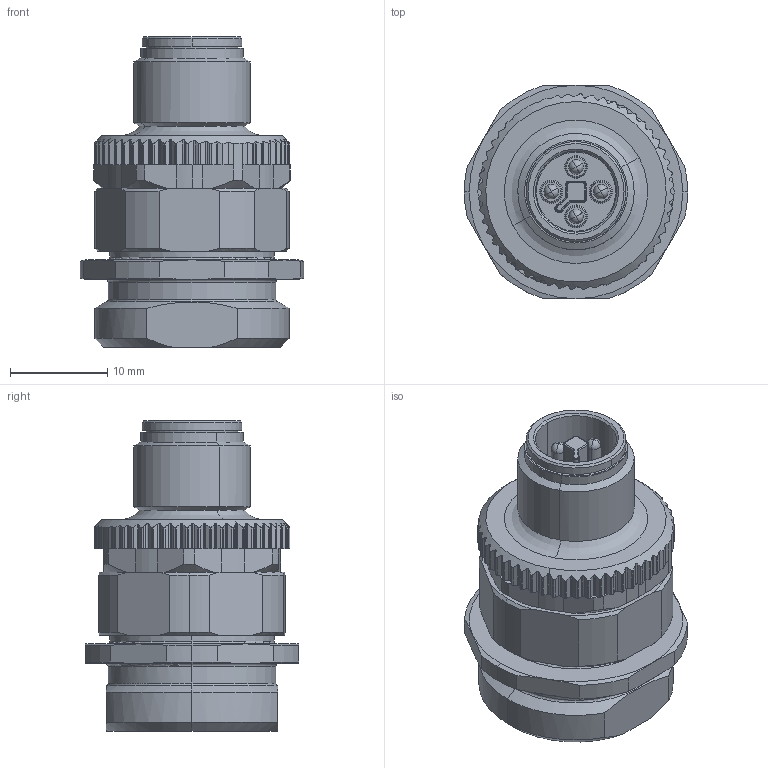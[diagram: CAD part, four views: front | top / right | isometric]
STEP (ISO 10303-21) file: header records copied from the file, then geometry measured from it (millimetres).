
FILE_DESCRIPTION(('CATIA V5 STEP Exchange','CAx-IF Rec.Pracs.--- Model Styling and Organization---1.4--- 2014-01-23'),'2;1');
FILE_NAME ('D1451717_1', '2020-08-06T08:31:12+00:00', ('none'), ('Weidmueller'), 'CATIA Version 5-6 Release 2016 SP3 HF44', 'CATIA V5 STEP AP214', 'none');
FILE_SCHEMA(('AUTOMOTIVE_DESIGN { 1 0 10303 214 1 1 1 1 }'));
Length unit declared in the file: millimetre
Products named in the file (1): 1392710000
Bounding box: 23 x 22 x 32 mm (x, y, z)
Volume: 6486.4 mm3; surface area: 4926.1 mm2
Topology: 6 solids, 6 shells, 759 faces, 2079 edges, 1351 vertices
Faces by surface type: cylinder 315, plane 255, cone 67, extrusion 63, torus 38, sphere 21
Entity records: 25784 total; most frequent: CARTESIAN_POINT 8037, ORIENTED_EDGE 4120, DIRECTION 2810, EDGE_CURVE 2060, VERTEX_POINT 1351, AXIS2_PLACEMENT_3D 1178, VECTOR 957, LINE 894
